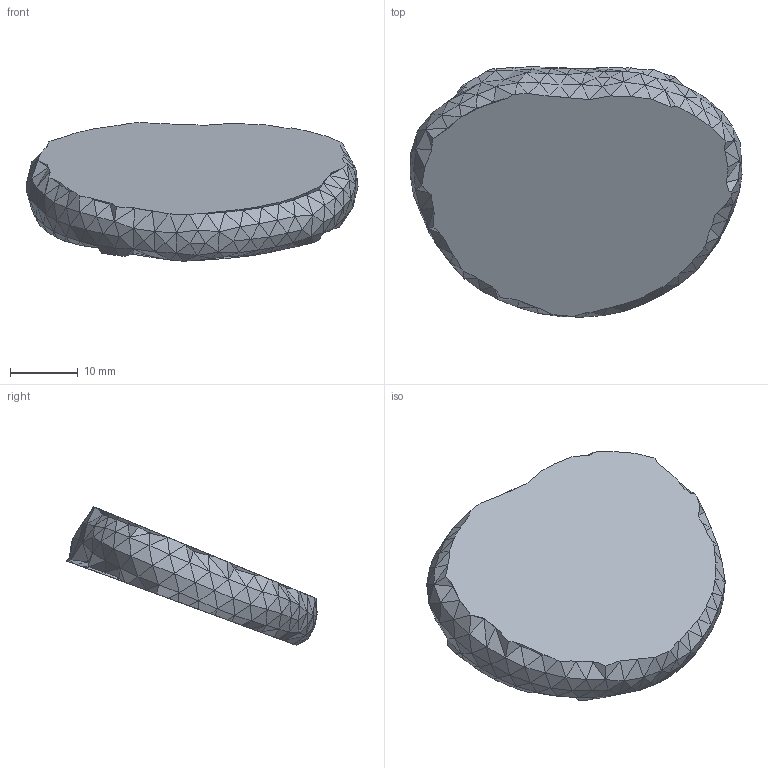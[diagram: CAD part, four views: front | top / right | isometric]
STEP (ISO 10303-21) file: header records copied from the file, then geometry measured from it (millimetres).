
FILE_DESCRIPTION(/* description */ (''),/* implementation_level */ '2;1');
FILE_NAME(/* name */ 'IVD_L4.step',/* time_stamp */ '2024-06-05T10:11:41-04:00',/* author */ (''),/* organization */ (''),/* preprocessor_version */ 'ST-DEVELOPER v20',/* originating_system */ 'Autodesk Translation Framework v13.14.0.145',/* authorisation */ '');
FILE_SCHEMA (('AUTOMOTIVE_DESIGN { 1 0 10303 214 3 1 1 }'));
Length unit declared in the file: millimetre
Products named in the file (1): IVD_L4
Bounding box: 48.9 x 36.86 x 20.4 mm (x, y, z)
Volume: 11427 mm3; surface area: 3817.7 mm2
Topology: 1 solids, 1 shells, 459 faces, 845 edges, 388 vertices
Faces by surface type: plane 459
Entity records: 10404 total; most frequent: DIRECTION 1765, CARTESIAN_POINT 1693, ORIENTED_EDGE 1690, LINE 845, VECTOR 845, EDGE_CURVE 845, AXIS2_PLACEMENT_3D 460, FACE_OUTER_BOUND 459
